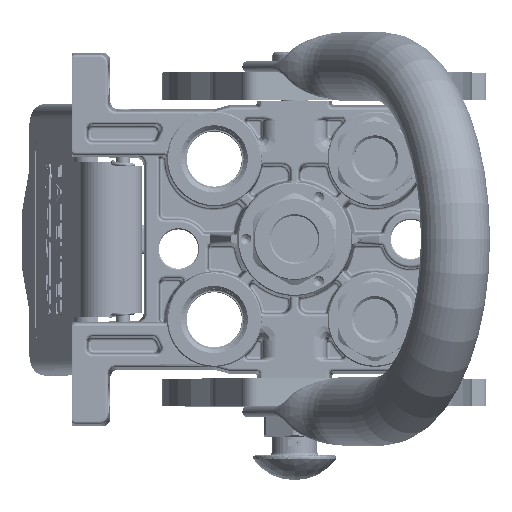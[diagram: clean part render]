
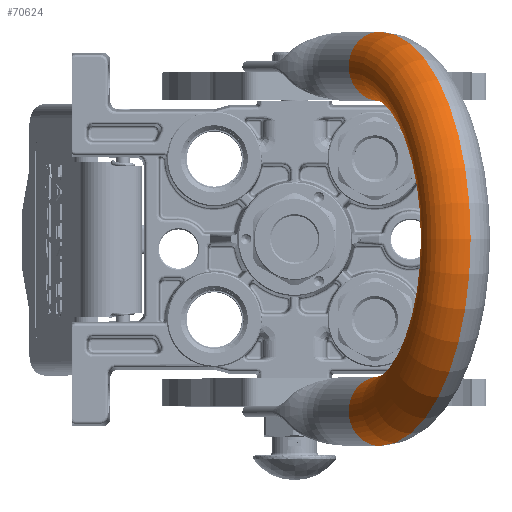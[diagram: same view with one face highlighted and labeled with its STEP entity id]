
A CAD part, top view. The second image highlights one B-rep face of the part: STEP entity #70624.
In plain terms, the highlighted toroidal (fillet/blend) face has major radius 62.25 mm and minor radius 12.5 mm.
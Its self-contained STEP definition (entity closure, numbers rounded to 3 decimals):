
#2853 = DIRECTION ( 'NONE',  ( 0., 1., 0. ) ) ;
#15126 = EDGE_CURVE ( 'NONE', #110062, #139811, #47388, .T. ) ;
#15504 = DIRECTION ( 'NONE',  ( 0., 1., 0. ) ) ;
#17667 = AXIS2_PLACEMENT_3D ( 'NONE', #30962, #33659, #65846 ) ;
#18453 = FACE_OUTER_BOUND ( 'NONE', #67549, .T. ) ;
#19632 = DIRECTION ( 'NONE',  ( 1., 0., 0. ) ) ;
#26414 = CIRCLE ( 'NONE', #17667, 74.75 ) ;
#30962 = CARTESIAN_POINT ( 'NONE',  ( 0., 0., 25.25 ) ) ;
#33659 = DIRECTION ( 'NONE',  ( 0., 1., 0. ) ) ;
#38296 = CARTESIAN_POINT ( 'NONE',  ( -49.75, 0., 25.25 ) ) ;
#40601 = AXIS2_PLACEMENT_3D ( 'NONE', #141728, #110928, #61502 ) ;
#43576 = TOROIDAL_SURFACE ( 'NONE', #203195, 62.25, 12.5 ) ;
#43958 = AXIS2_PLACEMENT_3D ( 'NONE', #183260, #103673, #52828 ) ;
#44165 = CIRCLE ( 'NONE', #43958, 12.5 ) ;
#46212 = VERTEX_POINT ( 'NONE', #111369 ) ;
#47388 = CIRCLE ( 'NONE', #40601, 12.5 ) ;
#51248 = CARTESIAN_POINT ( 'NONE',  ( -74.75, 0., 25.25 ) ) ;
#52828 = DIRECTION ( 'NONE',  ( 1., 0., 0. ) ) ;
#58145 = EDGE_CURVE ( 'NONE', #46212, #82835, #44165, .T. ) ;
#61502 = DIRECTION ( 'NONE',  ( -1., 0., 0. ) ) ;
#65846 = DIRECTION ( 'NONE',  ( -1., 0., 0. ) ) ;
#67549 = EDGE_LOOP ( 'NONE', ( #134036, #205985, #132674, #171980 ) ) ;
#70624 = ADVANCED_FACE ( 'NONE', ( #18453 ), #43576, .T. ) ;
#78413 = DIRECTION ( 'NONE',  ( -1., 0., 0. ) ) ;
#82835 = VERTEX_POINT ( 'NONE', #180188 ) ;
#94135 = EDGE_CURVE ( 'NONE', #110062, #46212, #26414, .T. ) ;
#103673 = DIRECTION ( 'NONE',  ( 0., 0., -1. ) ) ;
#110062 = VERTEX_POINT ( 'NONE', #51248 ) ;
#110928 = DIRECTION ( 'NONE',  ( 0., 0., 1. ) ) ;
#111369 = CARTESIAN_POINT ( 'NONE',  ( 74.75, 0., 25.25 ) ) ;
#126269 = CIRCLE ( 'NONE', #132439, 49.75 ) ;
#132439 = AXIS2_PLACEMENT_3D ( 'NONE', #174603, #15504, #78413 ) ;
#132674 = ORIENTED_EDGE ( 'NONE', *, *, #94135, .F. ) ;
#134036 = ORIENTED_EDGE ( 'NONE', *, *, #148064, .T. ) ;
#139811 = VERTEX_POINT ( 'NONE', #38296 ) ;
#141728 = CARTESIAN_POINT ( 'NONE',  ( -62.25, 0., 25.25 ) ) ;
#148064 = EDGE_CURVE ( 'NONE', #139811, #82835, #126269, .T. ) ;
#171980 = ORIENTED_EDGE ( 'NONE', *, *, #15126, .T. ) ;
#174603 = CARTESIAN_POINT ( 'NONE',  ( 0., 0., 25.25 ) ) ;
#180188 = CARTESIAN_POINT ( 'NONE',  ( 49.75, 0., 25.25 ) ) ;
#183260 = CARTESIAN_POINT ( 'NONE',  ( 62.25, 0., 25.25 ) ) ;
#196210 = CARTESIAN_POINT ( 'NONE',  ( 0., 0., 25.25 ) ) ;
#203195 = AXIS2_PLACEMENT_3D ( 'NONE', #196210, #2853, #19632 ) ;
#205985 = ORIENTED_EDGE ( 'NONE', *, *, #58145, .F. ) ;
